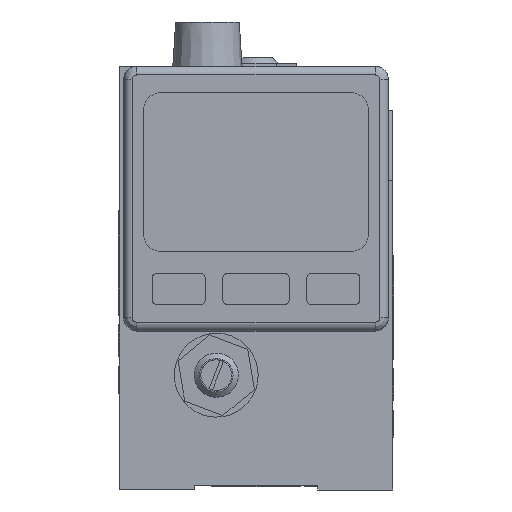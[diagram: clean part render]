
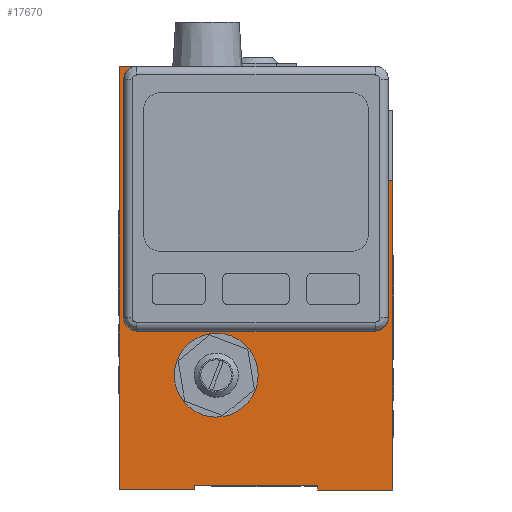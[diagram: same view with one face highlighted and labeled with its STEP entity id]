
A CAD part, front view. The second image highlights one B-rep face of the part: STEP entity #17670.
In plain terms, the highlighted planar face has unit normal (0, -1, 0).
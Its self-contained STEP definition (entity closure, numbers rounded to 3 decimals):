
#17534=CARTESIAN_POINT('',(-34.628,-90.66,-26.074));
#17535=DIRECTION('',(0.0,-1.0,0.0));
#17536=DIRECTION('',(0.0,0.0,-1.0));
#17537=AXIS2_PLACEMENT_3D('',#17534,#17535,#17536);
#17538=PLANE('',#17537);
#17539=CARTESIAN_POINT('',(-34.628,-90.66,8.926));
#17540=VERTEX_POINT('',#17539);
#17541=CARTESIAN_POINT('',(-43.128,-90.66,8.926));
#17542=VERTEX_POINT('',#17541);
#17543=CARTESIAN_POINT('',(-34.628,-90.66,8.926));
#17544=DIRECTION('',(-1.0,0.0,0.0));
#17545=VECTOR('',#17544,8.5);
#17546=LINE('',#17543,#17545);
#17547=EDGE_CURVE('',#17540,#17542,#17546,.T.);
#17548=ORIENTED_EDGE('',*,*,#17547,.T.);
#17549=CARTESIAN_POINT('',(-43.128,-90.66,14.926));
#17550=VERTEX_POINT('',#17549);
#17551=CARTESIAN_POINT('',(-43.128,-90.66,8.926));
#17552=DIRECTION('',(0.0,0.0,1.0));
#17553=VECTOR('',#17552,6.);
#17554=LINE('',#17551,#17553);
#17555=EDGE_CURVE('',#17542,#17550,#17554,.T.);
#17556=ORIENTED_EDGE('',*,*,#17555,.T.);
#17557=CARTESIAN_POINT('',(-57.128,-90.66,14.926));
#17558=VERTEX_POINT('',#17557);
#17559=CARTESIAN_POINT('',(-43.128,-90.66,14.926));
#17560=DIRECTION('',(-1.0,0.0,0.0));
#17561=VECTOR('',#17560,14.0);
#17562=LINE('',#17559,#17561);
#17563=EDGE_CURVE('',#17550,#17558,#17562,.T.);
#17564=ORIENTED_EDGE('',*,*,#17563,.T.);
#17565=CARTESIAN_POINT('',(-57.128,-90.66,21.926));
#17566=VERTEX_POINT('',#17565);
#17567=CARTESIAN_POINT('',(-57.128,-90.66,14.926));
#17568=DIRECTION('',(0.0,0.0,1.0));
#17569=VECTOR('',#17568,7.);
#17570=LINE('',#17567,#17569);
#17571=EDGE_CURVE('',#17558,#17566,#17570,.T.);
#17572=ORIENTED_EDGE('',*,*,#17571,.T.);
#17573=CARTESIAN_POINT('',(-65.628,-90.66,21.926));
#17574=VERTEX_POINT('',#17573);
#17575=CARTESIAN_POINT('',(-57.128,-90.66,21.926));
#17576=DIRECTION('',(-1.0,0.0,0.0));
#17577=VECTOR('',#17576,8.5);
#17578=LINE('',#17575,#17577);
#17579=EDGE_CURVE('',#17566,#17574,#17578,.T.);
#17580=ORIENTED_EDGE('',*,*,#17579,.T.);
#17581=CARTESIAN_POINT('',(-65.628,-90.66,-26.074));
#17582=VERTEX_POINT('',#17581);
#17583=CARTESIAN_POINT('',(-65.628,-90.66,-26.074));
#17584=DIRECTION('',(0.0,0.0,1.0));
#17585=VECTOR('',#17584,48.);
#17586=LINE('',#17583,#17585);
#17587=EDGE_CURVE('',#17582,#17574,#17586,.T.);
#17588=ORIENTED_EDGE('',*,*,#17587,.F.);
#17589=CARTESIAN_POINT('',(-57.128,-90.66,-26.074));
#17590=VERTEX_POINT('',#17589);
#17591=CARTESIAN_POINT('',(-65.628,-90.66,-26.074));
#17592=DIRECTION('',(1.0,0.0,0.0));
#17593=VECTOR('',#17592,8.5);
#17594=LINE('',#17591,#17593);
#17595=EDGE_CURVE('',#17582,#17590,#17594,.T.);
#17596=ORIENTED_EDGE('',*,*,#17595,.T.);
#17597=CARTESIAN_POINT('',(-57.128,-90.66,-25.574));
#17598=VERTEX_POINT('',#17597);
#17599=CARTESIAN_POINT('',(-57.128,-90.66,-26.074));
#17600=DIRECTION('',(0.0,0.0,1.0));
#17601=VECTOR('',#17600,0.5);
#17602=LINE('',#17599,#17601);
#17603=EDGE_CURVE('',#17590,#17598,#17602,.T.);
#17604=ORIENTED_EDGE('',*,*,#17603,.T.);
#17605=CARTESIAN_POINT('',(-43.128,-90.66,-25.574));
#17606=VERTEX_POINT('',#17605);
#17607=CARTESIAN_POINT('',(-57.128,-90.66,-25.574));
#17608=DIRECTION('',(1.0,0.0,0.0));
#17609=VECTOR('',#17608,14.);
#17610=LINE('',#17607,#17609);
#17611=EDGE_CURVE('',#17598,#17606,#17610,.T.);
#17612=ORIENTED_EDGE('',*,*,#17611,.T.);
#17613=CARTESIAN_POINT('',(-43.128,-90.66,-26.074));
#17614=VERTEX_POINT('',#17613);
#17615=CARTESIAN_POINT('',(-43.128,-90.66,-25.574));
#17616=DIRECTION('',(0.0,0.0,-1.0));
#17617=VECTOR('',#17616,0.5);
#17618=LINE('',#17615,#17617);
#17619=EDGE_CURVE('',#17606,#17614,#17618,.T.);
#17620=ORIENTED_EDGE('',*,*,#17619,.T.);
#17621=CARTESIAN_POINT('',(-34.628,-90.66,-26.074));
#17622=VERTEX_POINT('',#17621);
#17623=CARTESIAN_POINT('',(-43.128,-90.66,-26.074));
#17624=DIRECTION('',(1.0,0.0,0.0));
#17625=VECTOR('',#17624,8.5);
#17626=LINE('',#17623,#17625);
#17627=EDGE_CURVE('',#17614,#17622,#17626,.T.);
#17628=ORIENTED_EDGE('',*,*,#17627,.T.);
#17629=CARTESIAN_POINT('',(-34.628,-90.66,-26.074));
#17630=DIRECTION('',(0.0,0.0,1.0));
#17631=VECTOR('',#17630,35.);
#17632=LINE('',#17629,#17631);
#17633=EDGE_CURVE('',#17622,#17540,#17632,.T.);
#17634=ORIENTED_EDGE('',*,*,#17633,.T.);
#17635=EDGE_LOOP('',(#17548,#17556,#17564,#17572,#17580,#17588,#17596,#17604,#17612,#17620,#17628,#17634));
#17636=FACE_OUTER_BOUND('',#17635,.T.);
#17637=CARTESIAN_POINT('',(-53.128,-90.66,-13.074));
#17638=VERTEX_POINT('',#17637);
#17639=CARTESIAN_POINT('',(-54.628,-90.66,-13.074));
#17640=DIRECTION('',(0.0,1.0,0.0));
#17641=DIRECTION('',(1.0,0.0,0.0));
#17642=AXIS2_PLACEMENT_3D('',#17639,#17640,#17641);
#17643=CIRCLE('',#17642,1.5);
#17644=EDGE_CURVE('',#17638,#17638,#17643,.T.);
#17645=ORIENTED_EDGE('',*,*,#17644,.T.);
#17646=EDGE_LOOP('',(#17645));
#17647=FACE_BOUND('',#17646,.T.);
#17648=CARTESIAN_POINT('',(-58.528,-90.66,16.926));
#17649=VERTEX_POINT('',#17648);
#17650=CARTESIAN_POINT('',(-60.128,-90.66,16.926));
#17651=DIRECTION('',(0.0,1.0,0.0));
#17652=DIRECTION('',(1.0,0.0,0.0));
#17653=AXIS2_PLACEMENT_3D('',#17650,#17651,#17652);
#17654=CIRCLE('',#17653,1.6);
#17655=EDGE_CURVE('',#17649,#17649,#17654,.T.);
#17656=ORIENTED_EDGE('',*,*,#17655,.T.);
#17657=EDGE_LOOP('',(#17656));
#17658=FACE_BOUND('',#17657,.T.);
#17659=CARTESIAN_POINT('',(-38.528,-90.66,-3.074));
#17660=VERTEX_POINT('',#17659);
#17661=CARTESIAN_POINT('',(-40.128,-90.66,-3.074));
#17662=DIRECTION('',(0.0,1.0,0.0));
#17663=DIRECTION('',(1.0,0.0,0.0));
#17664=AXIS2_PLACEMENT_3D('',#17661,#17662,#17663);
#17665=CIRCLE('',#17664,1.6);
#17666=EDGE_CURVE('',#17660,#17660,#17665,.T.);
#17667=ORIENTED_EDGE('',*,*,#17666,.T.);
#17668=EDGE_LOOP('',(#17667));
#17669=FACE_BOUND('',#17668,.T.);
#17670=ADVANCED_FACE('',(#17636,#17647,#17658,#17669),#17538,.T.);
